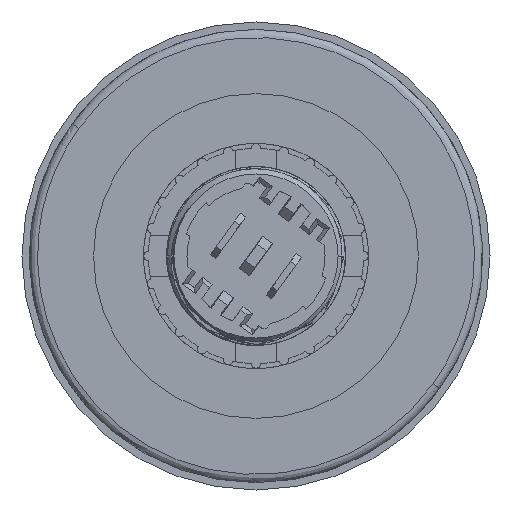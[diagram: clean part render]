
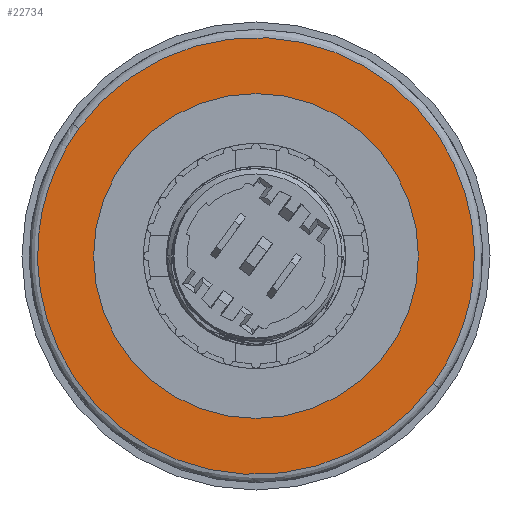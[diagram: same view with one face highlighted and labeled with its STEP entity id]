
A CAD part, front view. The second image highlights one B-rep face of the part: STEP entity #22734.
In plain terms, the highlighted planar face has unit normal (0, -1, 0).
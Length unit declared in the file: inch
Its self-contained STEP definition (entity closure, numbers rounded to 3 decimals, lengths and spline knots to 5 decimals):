
#216 = AXIS2_PLACEMENT_3D ( 'NONE', #1453, #13919, #3259 ) ;
#618 = ORIENTED_EDGE ( 'NONE', *, *, #13483, .F. ) ;
#1453 = CARTESIAN_POINT ( 'NONE',  ( 0., -0.71654, 0. ) ) ;
#2048 = DIRECTION ( 'NONE',  ( 0., 1., 0. ) ) ;
#2081 = CARTESIAN_POINT ( 'NONE',  ( 0., -0.71654, 0.7874 ) ) ;
#2504 = FACE_BOUND ( 'NONE', #21736, .T. ) ;
#3221 = ORIENTED_EDGE ( 'NONE', *, *, #7323, .F. ) ;
#3259 = DIRECTION ( 'NONE',  ( 0., 0., -1. ) ) ;
#3550 =( BOUNDED_CURVE ( )  B_SPLINE_CURVE ( 3, ( #20646, #17052, #22351, #10004 ),
 .UNSPECIFIED., .F., .F. ) 
 B_SPLINE_CURVE_WITH_KNOTS ( ( 4, 4 ),
 ( 0.75, 1.25 ),
 .UNSPECIFIED. ) 
 CURVE ( )  GEOMETRIC_REPRESENTATION_ITEM ( )  RATIONAL_B_SPLINE_CURVE ( ( 1., 0.333, 0.333, 1. ) ) 
 REPRESENTATION_ITEM ( '' )  );
#4312 = DIRECTION ( 'NONE',  ( 0., -1., 0. ) ) ;
#5866 = CIRCLE ( 'NONE', #216, 0.7874 ) ;
#6306 = EDGE_CURVE ( 'NONE', #15829, #17376, #16347, .T. ) ;
#6548 = CARTESIAN_POINT ( 'NONE',  ( 0.38172, -0.71654, 2.33715 ) ) ;
#6618 = CARTESIAN_POINT ( 'NONE',  ( -0.85852, -0.71654, 0.62012 ) ) ;
#6628 = CARTESIAN_POINT ( 'NONE',  ( 2.09876, -0.71654, 1.09691 ) ) ;
#6817 =( BOUNDED_CURVE ( )  B_SPLINE_CURVE ( 3, ( #17196, #6548, #6628, #19064 ),
 .UNSPECIFIED., .F., .F. ) 
 B_SPLINE_CURVE_WITH_KNOTS ( ( 4, 4 ),
 ( 0.25, 0.75 ),
 .UNSPECIFIED. ) 
 CURVE ( )  GEOMETRIC_REPRESENTATION_ITEM ( )  RATIONAL_B_SPLINE_CURVE ( ( 1., 0.333, 0.333, 1. ) ) 
 REPRESENTATION_ITEM ( '' )  );
#7024 = ORIENTED_EDGE ( 'NONE', *, *, #6306, .T. ) ;
#7323 = EDGE_CURVE ( 'NONE', #11196, #16151, #3550, .T. ) ;
#7571 = EDGE_LOOP ( 'NONE', ( #618, #3221 ) ) ;
#7799 = FACE_OUTER_BOUND ( 'NONE', #7571, .T. ) ;
#9474 = CARTESIAN_POINT ( 'NONE',  ( 0.85852, -0.71654, -0.62012 ) ) ;
#10004 = CARTESIAN_POINT ( 'NONE',  ( -0.85852, -0.71654, 0.62012 ) ) ;
#11196 = VERTEX_POINT ( 'NONE', #9474 ) ;
#12402 = AXIS2_PLACEMENT_3D ( 'NONE', #14956, #4312, #16753 ) ;
#12721 = CARTESIAN_POINT ( 'NONE',  ( 0., -0.71654, 0. ) ) ;
#13483 = EDGE_CURVE ( 'NONE', #16151, #11196, #6817, .T. ) ;
#13919 = DIRECTION ( 'NONE',  ( 0., 1., 0. ) ) ;
#14515 = DIRECTION ( 'NONE',  ( 0., 0., -1. ) ) ;
#14878 = PLANE ( 'NONE',  #12402 ) ;
#14956 = CARTESIAN_POINT ( 'NONE',  ( -0.43685, -0.71654, -0.60479 ) ) ;
#15638 = EDGE_CURVE ( 'NONE', #17376, #15829, #5866, .T. ) ;
#15829 = VERTEX_POINT ( 'NONE', #2081 ) ;
#16151 = VERTEX_POINT ( 'NONE', #6618 ) ;
#16347 = CIRCLE ( 'NONE', #20239, 0.7874 ) ;
#16401 = CARTESIAN_POINT ( 'NONE',  ( 0., -0.71654, -0.7874 ) ) ;
#16753 = DIRECTION ( 'NONE',  ( 0., 0., -1. ) ) ;
#17052 = CARTESIAN_POINT ( 'NONE',  ( -0.38172, -0.71654, -2.33715 ) ) ;
#17196 = CARTESIAN_POINT ( 'NONE',  ( -0.85852, -0.71654, 0.62012 ) ) ;
#17376 = VERTEX_POINT ( 'NONE', #16401 ) ;
#18518 = ORIENTED_EDGE ( 'NONE', *, *, #15638, .T. ) ;
#19064 = CARTESIAN_POINT ( 'NONE',  ( 0.85852, -0.71654, -0.62012 ) ) ;
#20239 = AXIS2_PLACEMENT_3D ( 'NONE', #12721, #2048, #14515 ) ;
#20646 = CARTESIAN_POINT ( 'NONE',  ( 0.85852, -0.71654, -0.62012 ) ) ;
#21736 = EDGE_LOOP ( 'NONE', ( #18518, #7024 ) ) ;
#22351 = CARTESIAN_POINT ( 'NONE',  ( -2.09876, -0.71654, -1.09691 ) ) ;
#22734 = ADVANCED_FACE ( 'NONE', ( #2504, #7799 ), #14878, .T. ) ;
